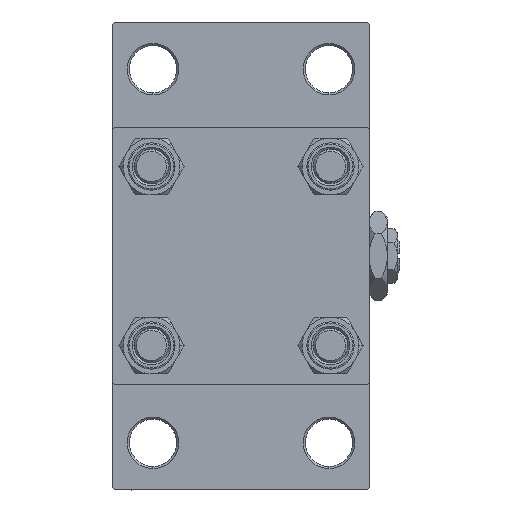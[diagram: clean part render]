
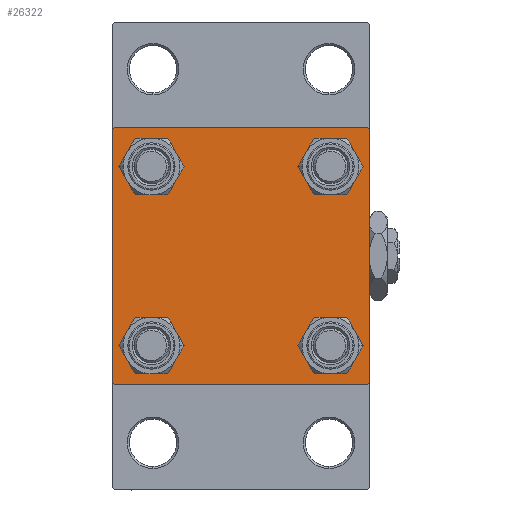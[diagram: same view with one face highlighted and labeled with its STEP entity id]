
A CAD part, left-side view. The second image highlights one B-rep face of the part: STEP entity #26322.
In plain terms, the highlighted planar face has unit normal (-1, 0, 0).
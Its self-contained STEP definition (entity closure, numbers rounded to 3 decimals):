
#77 = VERTEX_POINT ( 'NONE', #5069 ) ;
#395 = DIRECTION ( 'NONE',  ( 1., 0., 0. ) ) ;
#583 = FACE_BOUND ( 'NONE', #29297, .T. ) ;
#623 = DIRECTION ( 'NONE',  ( 0., 0., 1. ) ) ;
#1040 = DIRECTION ( 'NONE',  ( 0., -1., 0. ) ) ;
#1272 = EDGE_LOOP ( 'NONE', ( #8937, #14968 ) ) ;
#1320 = FACE_BOUND ( 'NONE', #1272, .T. ) ;
#1874 = VECTOR ( 'NONE', #20161, 1000. ) ;
#1932 = DIRECTION ( 'NONE',  ( 1., 0., 0. ) ) ;
#2069 = ORIENTED_EDGE ( 'NONE', *, *, #47894, .T. ) ;
#2524 = AXIS2_PLACEMENT_3D ( 'NONE', #20989, #1932, #47572 ) ;
#3890 = CIRCLE ( 'NONE', #31012, 4.5 ) ;
#4158 = EDGE_CURVE ( 'NONE', #48014, #28227, #39479, .T. ) ;
#4329 = CARTESIAN_POINT ( 'NONE',  ( 0., 29.5, -30. ) ) ;
#5069 = CARTESIAN_POINT ( 'NONE',  ( 0., -29.5, 30. ) ) ;
#5299 = VECTOR ( 'NONE', #15541, 1000. ) ;
#5328 = DIRECTION ( 'NONE',  ( 0., 0., 1. ) ) ;
#5431 = EDGE_CURVE ( 'NONE', #27135, #77, #46011, .T. ) ;
#5481 = EDGE_CURVE ( 'NONE', #48358, #22888, #32285, .T. ) ;
#5559 = CARTESIAN_POINT ( 'NONE',  ( 0., 30., 30. ) ) ;
#5761 = VERTEX_POINT ( 'NONE', #20355 ) ;
#6159 = ORIENTED_EDGE ( 'NONE', *, *, #48497, .T. ) ;
#6271 = ORIENTED_EDGE ( 'NONE', *, *, #27588, .T. ) ;
#6586 = EDGE_LOOP ( 'NONE', ( #21971, #10388, #2069, #6159, #28056, #23358, #35996, #6271 ) ) ;
#6593 = LINE ( 'NONE', #44476, #14958 ) ;
#6709 = CARTESIAN_POINT ( 'NONE',  ( 0., -29.5, -30. ) ) ;
#7058 = EDGE_CURVE ( 'NONE', #37496, #77, #31873, .T. ) ;
#7534 = EDGE_LOOP ( 'NONE', ( #12812, #38776 ) ) ;
#7664 = DIRECTION ( 'NONE',  ( 0., 0., 1. ) ) ;
#7676 = LINE ( 'NONE', #41794, #47907 ) ;
#8020 = EDGE_CURVE ( 'NONE', #9003, #5761, #15612, .T. ) ;
#8937 = ORIENTED_EDGE ( 'NONE', *, *, #17907, .T. ) ;
#9003 = VERTEX_POINT ( 'NONE', #32998 ) ;
#10388 = ORIENTED_EDGE ( 'NONE', *, *, #43517, .T. ) ;
#10475 = LINE ( 'NONE', #14479, #28838 ) ;
#11571 = VERTEX_POINT ( 'NONE', #27727 ) ;
#11685 = DIRECTION ( 'NONE',  ( 0., 0., -1. ) ) ;
#12108 = FACE_OUTER_BOUND ( 'NONE', #6586, .T. ) ;
#12603 = PLANE ( 'NONE',  #30839 ) ;
#12734 = CIRCLE ( 'NONE', #35138, 4.5 ) ;
#12812 = ORIENTED_EDGE ( 'NONE', *, *, #5481, .T. ) ;
#12857 = ORIENTED_EDGE ( 'NONE', *, *, #37276, .T. ) ;
#13278 = CARTESIAN_POINT ( 'NONE',  ( 0., -20.85, -16.35 ) ) ;
#13406 = CARTESIAN_POINT ( 'NONE',  ( 0., 20.85, 20.85 ) ) ;
#14098 = DIRECTION ( 'NONE',  ( 0., 0., 1. ) ) ;
#14479 = CARTESIAN_POINT ( 'NONE',  ( 0., 30., 30. ) ) ;
#14958 = VECTOR ( 'NONE', #41217, 1000. ) ;
#14968 = ORIENTED_EDGE ( 'NONE', *, *, #8020, .T. ) ;
#15293 = CARTESIAN_POINT ( 'NONE',  ( 0., 30., -30. ) ) ;
#15541 = DIRECTION ( 'NONE',  ( 0., -1., 0. ) ) ;
#15603 = CARTESIAN_POINT ( 'NONE',  ( 0., 20.85, -20.85 ) ) ;
#15612 = CIRCLE ( 'NONE', #26802, 4.5 ) ;
#15889 = EDGE_CURVE ( 'NONE', #27135, #20743, #7676, .T. ) ;
#15927 = CARTESIAN_POINT ( 'NONE',  ( 0., 29.75, -29.75 ) ) ;
#16024 = CARTESIAN_POINT ( 'NONE',  ( 0., 20.85, 16.35 ) ) ;
#16091 = DIRECTION ( 'NONE',  ( 1., 0., 0. ) ) ;
#16399 = CARTESIAN_POINT ( 'NONE',  ( 0., 20.85, 25.35 ) ) ;
#16591 = CARTESIAN_POINT ( 'NONE',  ( 0., -20.85, 20.85 ) ) ;
#17081 = AXIS2_PLACEMENT_3D ( 'NONE', #13406, #17647, #43488 ) ;
#17358 = DIRECTION ( 'NONE',  ( 1., 0., 0. ) ) ;
#17647 = DIRECTION ( 'NONE',  ( 1., 0., 0. ) ) ;
#17907 = EDGE_CURVE ( 'NONE', #5761, #9003, #3890, .T. ) ;
#18511 = CIRCLE ( 'NONE', #2524, 4.5 ) ;
#18746 = AXIS2_PLACEMENT_3D ( 'NONE', #38726, #19661, #623 ) ;
#19177 = CARTESIAN_POINT ( 'NONE',  ( 0., -29.75, 29.75 ) ) ;
#19661 = DIRECTION ( 'NONE',  ( 1., 0., 0. ) ) ;
#19667 = VECTOR ( 'NONE', #47530, 1000. ) ;
#20161 = DIRECTION ( 'NONE',  ( 0., 0.707, 0.707 ) ) ;
#20355 = CARTESIAN_POINT ( 'NONE',  ( 0., -20.85, 25.35 ) ) ;
#20500 = CARTESIAN_POINT ( 'NONE',  ( 0., -30., 29.5 ) ) ;
#20743 = VERTEX_POINT ( 'NONE', #37890 ) ;
#20989 = CARTESIAN_POINT ( 'NONE',  ( 0., -20.85, -20.85 ) ) ;
#21971 = ORIENTED_EDGE ( 'NONE', *, *, #40782, .T. ) ;
#22402 = EDGE_CURVE ( 'NONE', #11571, #48257, #29907, .T. ) ;
#22495 = DIRECTION ( 'NONE',  ( 0., 0., -1. ) ) ;
#22532 = VECTOR ( 'NONE', #34977, 1000. ) ;
#22614 = DIRECTION ( 'NONE',  ( 0., 0., 1. ) ) ;
#22888 = VERTEX_POINT ( 'NONE', #16024 ) ;
#23358 = ORIENTED_EDGE ( 'NONE', *, *, #5431, .T. ) ;
#23820 = VERTEX_POINT ( 'NONE', #37288 ) ;
#24122 = DIRECTION ( 'NONE',  ( 1., 0., 0. ) ) ;
#24962 = CARTESIAN_POINT ( 'NONE',  ( 0., 29.75, 29.75 ) ) ;
#26322 = ADVANCED_FACE ( 'NONE', ( #1320, #583, #39692, #31161, #12108 ), #12603, .T. ) ;
#26567 = AXIS2_PLACEMENT_3D ( 'NONE', #34984, #395, #7664 ) ;
#26659 = ORIENTED_EDGE ( 'NONE', *, *, #4158, .T. ) ;
#26802 = AXIS2_PLACEMENT_3D ( 'NONE', #16591, #24122, #43937 ) ;
#27135 = VERTEX_POINT ( 'NONE', #20500 ) ;
#27387 = CARTESIAN_POINT ( 'NONE',  ( 0., 0., 0. ) ) ;
#27588 = EDGE_CURVE ( 'NONE', #37496, #23820, #43513, .T. ) ;
#27727 = CARTESIAN_POINT ( 'NONE',  ( 0., -20.85, -25.35 ) ) ;
#27861 = DIRECTION ( 'NONE',  ( 0., 0., 1. ) ) ;
#27891 = DIRECTION ( 'NONE',  ( -1., 0., 0. ) ) ;
#28056 = ORIENTED_EDGE ( 'NONE', *, *, #15889, .F. ) ;
#28227 = VERTEX_POINT ( 'NONE', #44567 ) ;
#28379 = VECTOR ( 'NONE', #1040, 1000. ) ;
#28618 = CARTESIAN_POINT ( 'NONE',  ( 0., 29.5, 30. ) ) ;
#28838 = VECTOR ( 'NONE', #22495, 1000. ) ;
#28913 = EDGE_LOOP ( 'NONE', ( #26659, #12857 ) ) ;
#29297 = EDGE_LOOP ( 'NONE', ( #46510, #42770 ) ) ;
#29907 = CIRCLE ( 'NONE', #36339, 4.5 ) ;
#30338 = CARTESIAN_POINT ( 'NONE',  ( 0., 20.85, -16.35 ) ) ;
#30839 = AXIS2_PLACEMENT_3D ( 'NONE', #27387, #27891, #5328 ) ;
#31012 = AXIS2_PLACEMENT_3D ( 'NONE', #48196, #17358, #14098 ) ;
#31161 = FACE_BOUND ( 'NONE', #7534, .T. ) ;
#31873 = LINE ( 'NONE', #5559, #28379 ) ;
#32285 = CIRCLE ( 'NONE', #17081, 4.5 ) ;
#32998 = CARTESIAN_POINT ( 'NONE',  ( 0., -20.85, 16.35 ) ) ;
#34362 = LINE ( 'NONE', #15293, #5299 ) ;
#34488 = LINE ( 'NONE', #15927, #22532 ) ;
#34494 = VERTEX_POINT ( 'NONE', #4329 ) ;
#34977 = DIRECTION ( 'NONE',  ( 0., -0.707, -0.707 ) ) ;
#34984 = CARTESIAN_POINT ( 'NONE',  ( 0., 20.85, 20.85 ) ) ;
#35138 = AXIS2_PLACEMENT_3D ( 'NONE', #15603, #16091, #27861 ) ;
#35996 = ORIENTED_EDGE ( 'NONE', *, *, #7058, .F. ) ;
#36339 = AXIS2_PLACEMENT_3D ( 'NONE', #41448, #42181, #22614 ) ;
#37276 = EDGE_CURVE ( 'NONE', #28227, #48014, #12734, .T. ) ;
#37288 = CARTESIAN_POINT ( 'NONE',  ( 0., 30., 29.5 ) ) ;
#37496 = VERTEX_POINT ( 'NONE', #28618 ) ;
#37890 = CARTESIAN_POINT ( 'NONE',  ( 0., -30., -29.5 ) ) ;
#37928 = VERTEX_POINT ( 'NONE', #6709 ) ;
#38726 = CARTESIAN_POINT ( 'NONE',  ( 0., 20.85, -20.85 ) ) ;
#38776 = ORIENTED_EDGE ( 'NONE', *, *, #44306, .T. ) ;
#39479 = CIRCLE ( 'NONE', #18746, 4.5 ) ;
#39692 = FACE_BOUND ( 'NONE', #28913, .T. ) ;
#40782 = EDGE_CURVE ( 'NONE', #23820, #41590, #10475, .T. ) ;
#41014 = CIRCLE ( 'NONE', #26567, 4.5 ) ;
#41217 = DIRECTION ( 'NONE',  ( 0., -0.707, 0.707 ) ) ;
#41448 = CARTESIAN_POINT ( 'NONE',  ( 0., -20.85, -20.85 ) ) ;
#41590 = VERTEX_POINT ( 'NONE', #46801 ) ;
#41794 = CARTESIAN_POINT ( 'NONE',  ( 0., -30., 30. ) ) ;
#42181 = DIRECTION ( 'NONE',  ( 1., 0., 0. ) ) ;
#42770 = ORIENTED_EDGE ( 'NONE', *, *, #22402, .T. ) ;
#43246 = EDGE_CURVE ( 'NONE', #48257, #11571, #18511, .T. ) ;
#43488 = DIRECTION ( 'NONE',  ( 0., 0., 1. ) ) ;
#43513 = LINE ( 'NONE', #24962, #19667 ) ;
#43517 = EDGE_CURVE ( 'NONE', #41590, #34494, #34488, .T. ) ;
#43937 = DIRECTION ( 'NONE',  ( 0., 0., 1. ) ) ;
#44306 = EDGE_CURVE ( 'NONE', #22888, #48358, #41014, .T. ) ;
#44476 = CARTESIAN_POINT ( 'NONE',  ( 0., -29.75, -29.75 ) ) ;
#44567 = CARTESIAN_POINT ( 'NONE',  ( 0., 20.85, -25.35 ) ) ;
#46011 = LINE ( 'NONE', #19177, #1874 ) ;
#46510 = ORIENTED_EDGE ( 'NONE', *, *, #43246, .T. ) ;
#46801 = CARTESIAN_POINT ( 'NONE',  ( 0., 30., -29.5 ) ) ;
#47530 = DIRECTION ( 'NONE',  ( 0., 0.707, -0.707 ) ) ;
#47572 = DIRECTION ( 'NONE',  ( 0., 0., 1. ) ) ;
#47894 = EDGE_CURVE ( 'NONE', #34494, #37928, #34362, .T. ) ;
#47907 = VECTOR ( 'NONE', #11685, 1000. ) ;
#48014 = VERTEX_POINT ( 'NONE', #30338 ) ;
#48196 = CARTESIAN_POINT ( 'NONE',  ( 0., -20.85, 20.85 ) ) ;
#48257 = VERTEX_POINT ( 'NONE', #13278 ) ;
#48358 = VERTEX_POINT ( 'NONE', #16399 ) ;
#48497 = EDGE_CURVE ( 'NONE', #37928, #20743, #6593, .T. ) ;
